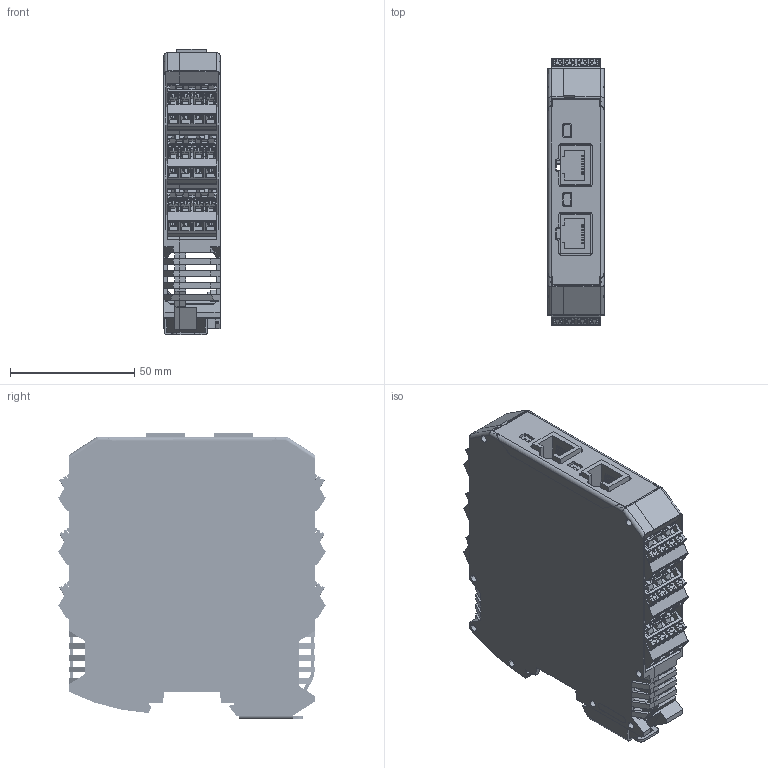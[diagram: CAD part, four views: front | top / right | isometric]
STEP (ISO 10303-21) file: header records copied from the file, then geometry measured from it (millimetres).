
FILE_DESCRIPTION(/* description */ ('Alibre Inc.'),/* implementation_level */ '2;1');
FILE_NAME(/* name */ 'export0',/* time_stamp */ '2017-04-03T11:32:11+02:00',/* author */ (''),/* organization */ (''),/* preprocessor_version */ 'ST-DEVELOPER v14',/* originating_system */ 'Alibre',/* authorisation */ '');
FILE_SCHEMA (('AUTOMOTIVE_DESIGN'));
Length unit declared in the file: millimetre
Products named in the file (12): ID_1
Bounding box: 22.6 x 107.75 x 115.05 mm (x, y, z)
Volume: 80219.6 mm3; surface area: 103188.1 mm2
Topology: 22 solids, 22 shells, 10033 faces, 27488 edges, 17779 vertices
Faces by surface type: plane 7849, cylinder 1890, torus 100, cone 98, sphere 96
Entity records: 87940 total; most frequent: CARTESIAN_POINT 16497, ORIENTED_EDGE 15906, DIRECTION 11808, EDGE_CURVE 7950, VECTOR 6616, LINE 6616, VERTEX_POINT 5181, AXIS2_PLACEMENT_3D 3664
